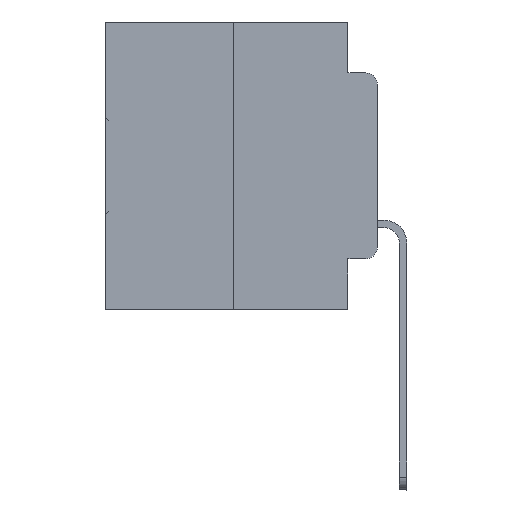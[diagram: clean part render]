
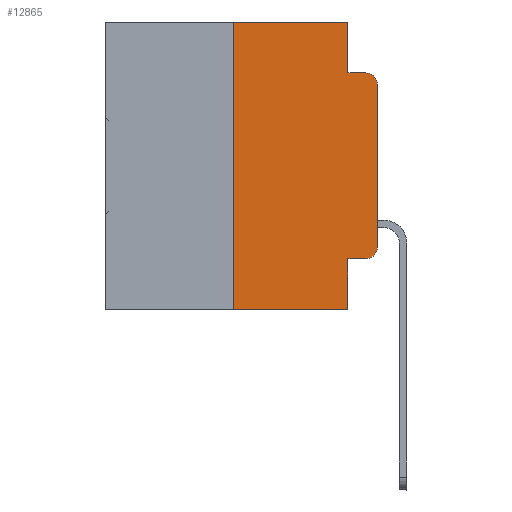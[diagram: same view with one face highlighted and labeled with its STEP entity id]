
A CAD part, left-side view. The second image highlights one B-rep face of the part: STEP entity #12865.
In plain terms, the highlighted planar face has unit normal (-1, 0, 0).
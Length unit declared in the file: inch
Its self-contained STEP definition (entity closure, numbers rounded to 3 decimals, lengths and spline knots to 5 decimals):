
#623 = CARTESIAN_POINT ( 'NONE',  ( 0., 0.02, -0.3915 ) ) ;
#1819 = ORIENTED_EDGE ( 'NONE', *, *, #4183, .F. ) ;
#1921 = ORIENTED_EDGE ( 'NONE', *, *, #18009, .T. ) ;
#1988 = CARTESIAN_POINT ( 'NONE',  ( 0., 0.25, -0.5 ) ) ;
#2430 = VECTOR ( 'NONE', #9900, 39.37008 ) ;
#2671 = DIRECTION ( 'NONE',  ( 0., 0., -1. ) ) ;
#2827 = ORIENTED_EDGE ( 'NONE', *, *, #33276, .T. ) ;
#2859 = CARTESIAN_POINT ( 'NONE',  ( 0., 0.25, 0. ) ) ;
#2903 = CARTESIAN_POINT ( 'NONE',  ( 0., 0.02, -0.1085 ) ) ;
#3184 = AXIS2_PLACEMENT_3D ( 'NONE', #27442, #11966, #17570 ) ;
#3263 = EDGE_LOOP ( 'NONE', ( #2827, #27846, #30656, #20643, #1819, #5229, #1921, #21442, #20196, #29679 ) ) ;
#3278 = CIRCLE ( 'NONE', #18513, 0.02 ) ;
#3319 = CARTESIAN_POINT ( 'NONE',  ( 0., 0.473, 0. ) ) ;
#3660 = DIRECTION ( 'NONE',  ( 0., 0., 1. ) ) ;
#4183 = EDGE_CURVE ( 'NONE', #18683, #11714, #31741, .T. ) ;
#4613 = CARTESIAN_POINT ( 'NONE',  ( 0., 0.051, 0. ) ) ;
#5229 = ORIENTED_EDGE ( 'NONE', *, *, #5454, .F. ) ;
#5454 = EDGE_CURVE ( 'NONE', #27331, #18683, #17835, .T. ) ;
#5834 = LINE ( 'NONE', #18622, #9405 ) ;
#7167 = PLANE ( 'NONE',  #3184 ) ;
#7194 = VERTEX_POINT ( 'NONE', #18740 ) ;
#7351 = LINE ( 'NONE', #25756, #23908 ) ;
#7484 = DIRECTION ( 'NONE',  ( 0., -1., 0. ) ) ;
#7868 = VERTEX_POINT ( 'NONE', #10321 ) ;
#8551 = EDGE_CURVE ( 'NONE', #11714, #7194, #32208, .T. ) ;
#8683 = VECTOR ( 'NONE', #25666, 39.37008 ) ;
#8894 = DIRECTION ( 'NONE',  ( 0., 0., -1. ) ) ;
#8908 = VERTEX_POINT ( 'NONE', #14775 ) ;
#9405 = VECTOR ( 'NONE', #10623, 39.37008 ) ;
#9900 = DIRECTION ( 'NONE',  ( 0., 0., -1. ) ) ;
#10321 = CARTESIAN_POINT ( 'NONE',  ( 0., 0.051, -0.4115 ) ) ;
#10623 = DIRECTION ( 'NONE',  ( 0., -1., 0. ) ) ;
#10629 = VERTEX_POINT ( 'NONE', #19211 ) ;
#11015 = DIRECTION ( 'NONE',  ( -1., 0., 0. ) ) ;
#11084 = DIRECTION ( 'NONE',  ( 0., 0., -1. ) ) ;
#11714 = VERTEX_POINT ( 'NONE', #4613 ) ;
#11966 = DIRECTION ( 'NONE',  ( 1., 0., 0. ) ) ;
#12790 = LINE ( 'NONE', #20442, #2430 ) ;
#12865 = ADVANCED_FACE ( 'NONE', ( #24893 ), #7167, .F. ) ;
#13295 = DIRECTION ( 'NONE',  ( -1., 0., 0. ) ) ;
#14446 = VECTOR ( 'NONE', #31900, 39.37008 ) ;
#14718 = VERTEX_POINT ( 'NONE', #33091 ) ;
#14775 = CARTESIAN_POINT ( 'NONE',  ( 0., 0.051, -0.5 ) ) ;
#16576 = CARTESIAN_POINT ( 'NONE',  ( 0., 0.051, 0. ) ) ;
#17570 = DIRECTION ( 'NONE',  ( 0., 0., -1. ) ) ;
#17715 = CARTESIAN_POINT ( 'NONE',  ( 0., 0.473, -0.5 ) ) ;
#17835 = LINE ( 'NONE', #28216, #8683 ) ;
#18009 = EDGE_CURVE ( 'NONE', #27331, #8908, #33371, .T. ) ;
#18513 = AXIS2_PLACEMENT_3D ( 'NONE', #2903, #13295, #11084 ) ;
#18622 = CARTESIAN_POINT ( 'NONE',  ( 0., 0.051, -0.4115 ) ) ;
#18655 = VECTOR ( 'NONE', #3660, 39.37008 ) ;
#18683 = VERTEX_POINT ( 'NONE', #2859 ) ;
#18740 = CARTESIAN_POINT ( 'NONE',  ( 0., 0.051, -0.0885 ) ) ;
#19037 = CIRCLE ( 'NONE', #23373, 0.02 ) ;
#19049 = VECTOR ( 'NONE', #7484, 39.37008 ) ;
#19211 = CARTESIAN_POINT ( 'NONE',  ( 0., 0., -0.3915 ) ) ;
#19342 = CARTESIAN_POINT ( 'NONE',  ( 0., 0., 0. ) ) ;
#20196 = ORIENTED_EDGE ( 'NONE', *, *, #20808, .T. ) ;
#20442 = CARTESIAN_POINT ( 'NONE',  ( 0., 0.051, 0. ) ) ;
#20643 = ORIENTED_EDGE ( 'NONE', *, *, #8551, .F. ) ;
#20808 = EDGE_CURVE ( 'NONE', #7868, #24958, #5834, .T. ) ;
#21442 = ORIENTED_EDGE ( 'NONE', *, *, #22548, .F. ) ;
#21554 = LINE ( 'NONE', #19342, #18655 ) ;
#22548 = EDGE_CURVE ( 'NONE', #7868, #8908, #12790, .T. ) ;
#23373 = AXIS2_PLACEMENT_3D ( 'NONE', #623, #11015, #2671 ) ;
#23762 = CARTESIAN_POINT ( 'NONE',  ( 0., 0., -0.1085 ) ) ;
#23908 = VECTOR ( 'NONE', #33410, 39.37008 ) ;
#24893 = FACE_OUTER_BOUND ( 'NONE', #3263, .T. ) ;
#24958 = VERTEX_POINT ( 'NONE', #28700 ) ;
#25666 = DIRECTION ( 'NONE',  ( 0., 0., 1. ) ) ;
#25756 = CARTESIAN_POINT ( 'NONE',  ( 0., 0.051, -0.0885 ) ) ;
#26168 = VERTEX_POINT ( 'NONE', #23762 ) ;
#27331 = VERTEX_POINT ( 'NONE', #1988 ) ;
#27442 = CARTESIAN_POINT ( 'NONE',  ( 0., 0.473, 0. ) ) ;
#27846 = ORIENTED_EDGE ( 'NONE', *, *, #31046, .T. ) ;
#28216 = CARTESIAN_POINT ( 'NONE',  ( 0., 0.25, 0. ) ) ;
#28423 = VECTOR ( 'NONE', #8894, 39.37008 ) ;
#28700 = CARTESIAN_POINT ( 'NONE',  ( 0., 0.02, -0.4115 ) ) ;
#28741 = EDGE_CURVE ( 'NONE', #24958, #10629, #19037, .T. ) ;
#29679 = ORIENTED_EDGE ( 'NONE', *, *, #28741, .T. ) ;
#30464 = EDGE_CURVE ( 'NONE', #7194, #14718, #7351, .T. ) ;
#30656 = ORIENTED_EDGE ( 'NONE', *, *, #30464, .F. ) ;
#31046 = EDGE_CURVE ( 'NONE', #26168, #14718, #3278, .T. ) ;
#31741 = LINE ( 'NONE', #3319, #14446 ) ;
#31900 = DIRECTION ( 'NONE',  ( 0., -1., 0. ) ) ;
#32208 = LINE ( 'NONE', #16576, #28423 ) ;
#33091 = CARTESIAN_POINT ( 'NONE',  ( 0., 0.02, -0.0885 ) ) ;
#33276 = EDGE_CURVE ( 'NONE', #10629, #26168, #21554, .T. ) ;
#33371 = LINE ( 'NONE', #17715, #19049 ) ;
#33410 = DIRECTION ( 'NONE',  ( 0., -1., 0. ) ) ;
